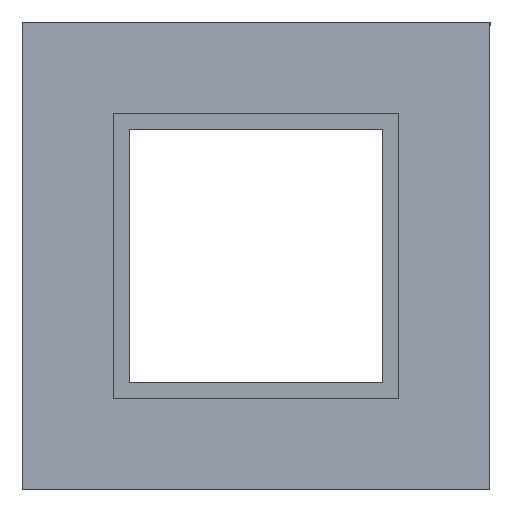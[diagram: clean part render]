
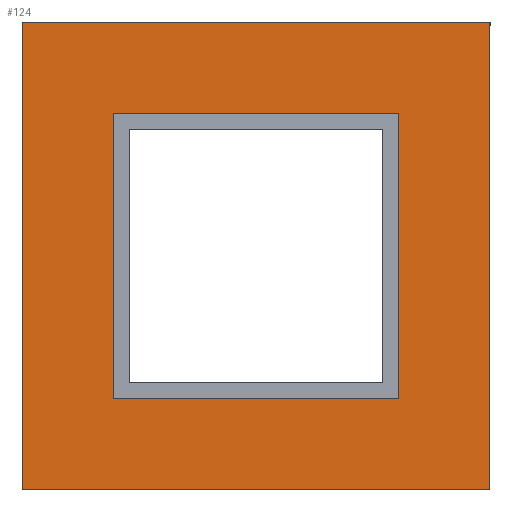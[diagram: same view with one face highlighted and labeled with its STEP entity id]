
A CAD part, front view. The second image highlights one B-rep face of the part: STEP entity #124.
In plain terms, the highlighted planar face has unit normal (0, -1, 0).
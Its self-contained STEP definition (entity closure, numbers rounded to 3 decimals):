
#44 = VERTEX_POINT ( 'NONE', #350 ) ;
#47 = EDGE_CURVE ( 'NONE', #48, #44, #348, .T. ) ;
#48 = VERTEX_POINT ( 'NONE', #344 ) ;
#67 = VERTEX_POINT ( 'NONE', #415 ) ;
#87 = VERTEX_POINT ( 'NONE', #444 ) ;
#100 = EDGE_CURVE ( 'NONE', #101, #48, #426, .T. ) ;
#101 = VERTEX_POINT ( 'NONE', #482 ) ;
#102 = VERTEX_POINT ( 'NONE', #481 ) ;
#108 = VERTEX_POINT ( 'NONE', #471 ) ;
#110 = EDGE_CURVE ( 'NONE', #108, #102, #470, .T. ) ;
#121 = EDGE_CURVE ( 'NONE', #44, #132, #514, .T. ) ;
#124 = ADVANCED_FACE ( 'NONE', ( #510, #509 ), #508, .T. ) ;
#125 = EDGE_LOOP ( 'NONE', ( #126, #127, #181, #182 ) ) ;
#126 = ORIENTED_EDGE ( 'NONE', *, *, #121, .T. ) ;
#127 = ORIENTED_EDGE ( 'NONE', *, *, #131, .T. ) ;
#131 = EDGE_CURVE ( 'NONE', #132, #101, #506, .T. ) ;
#132 = VERTEX_POINT ( 'NONE', #499 ) ;
#142 = EDGE_CURVE ( 'NONE', #87, #108, #485, .T. ) ;
#181 = ORIENTED_EDGE ( 'NONE', *, *, #100, .T. ) ;
#182 = ORIENTED_EDGE ( 'NONE', *, *, #47, .T. ) ;
#183 = EDGE_LOOP ( 'NONE', ( #184, #185, #187, #188 ) ) ;
#184 = ORIENTED_EDGE ( 'NONE', *, *, #236, .F. ) ;
#185 = ORIENTED_EDGE ( 'NONE', *, *, #186, .F. ) ;
#186 = EDGE_CURVE ( 'NONE', #102, #67, #595, .T. ) ;
#187 = ORIENTED_EDGE ( 'NONE', *, *, #110, .F. ) ;
#188 = ORIENTED_EDGE ( 'NONE', *, *, #142, .F. ) ;
#236 = EDGE_CURVE ( 'NONE', #67, #87, #654, .T. ) ;
#344 = CARTESIAN_POINT ( 'NONE',  ( 382.5, 0., 382.5 ) ) ;
#345 = DIRECTION ( 'NONE',  ( -1., 0., 0. ) ) ;
#346 = VECTOR ( 'NONE', #345, 1000. ) ;
#347 = CARTESIAN_POINT ( 'NONE',  ( 950., 0., 382.5 ) ) ;
#348 = LINE ( 'NONE', #347, #346 ) ;
#350 = CARTESIAN_POINT ( 'NONE',  ( -382.5, 0., 382.5 ) ) ;
#415 = CARTESIAN_POINT ( 'NONE',  ( -232.5, 0., -232.5 ) ) ;
#420 = DIRECTION ( 'NONE',  ( 0., 0., 1. ) ) ;
#421 = VECTOR ( 'NONE', #420, 1000. ) ;
#422 = CARTESIAN_POINT ( 'NONE',  ( 382.5, 0., -950. ) ) ;
#426 = LINE ( 'NONE', #422, #421 ) ;
#444 = CARTESIAN_POINT ( 'NONE',  ( 232.5, 0., -232.5 ) ) ;
#467 = DIRECTION ( 'NONE',  ( -1., 0., 0. ) ) ;
#468 = VECTOR ( 'NONE', #467, 1000. ) ;
#469 = CARTESIAN_POINT ( 'NONE',  ( 950., 0., 232.5 ) ) ;
#470 = LINE ( 'NONE', #469, #468 ) ;
#471 = CARTESIAN_POINT ( 'NONE',  ( 232.5, 0., 232.5 ) ) ;
#481 = CARTESIAN_POINT ( 'NONE',  ( -232.5, 0., 232.5 ) ) ;
#482 = CARTESIAN_POINT ( 'NONE',  ( 382.5, 0., -382.5 ) ) ;
#485 = LINE ( 'NONE', #546, #545 ) ;
#499 = CARTESIAN_POINT ( 'NONE',  ( -382.5, 0., -382.5 ) ) ;
#500 = DIRECTION ( 'NONE',  ( 1., 0., 0. ) ) ;
#501 = VECTOR ( 'NONE', #500, 1000. ) ;
#502 = CARTESIAN_POINT ( 'NONE',  ( -950., 0., -382.5 ) ) ;
#503 = DIRECTION ( 'NONE',  ( 0., 0., -1. ) ) ;
#504 = DIRECTION ( 'NONE',  ( 0., -1., 0. ) ) ;
#505 = CARTESIAN_POINT ( 'NONE',  ( -232.5, 0., 950. ) ) ;
#506 = LINE ( 'NONE', #502, #501 ) ;
#507 = AXIS2_PLACEMENT_3D ( 'NONE', #505, #504, #503 ) ;
#508 = PLANE ( 'NONE',  #507 ) ;
#509 = FACE_BOUND ( 'NONE', #183, .T. ) ;
#510 = FACE_OUTER_BOUND ( 'NONE', #125, .T. ) ;
#511 = DIRECTION ( 'NONE',  ( 0., 0., -1. ) ) ;
#512 = VECTOR ( 'NONE', #511, 1000. ) ;
#513 = CARTESIAN_POINT ( 'NONE',  ( -382.5, 0., 950. ) ) ;
#514 = LINE ( 'NONE', #513, #512 ) ;
#544 = DIRECTION ( 'NONE',  ( 0., 0., 1. ) ) ;
#545 = VECTOR ( 'NONE', #544, 1000. ) ;
#546 = CARTESIAN_POINT ( 'NONE',  ( 232.5, 0., -950. ) ) ;
#592 = DIRECTION ( 'NONE',  ( 0., 0., -1. ) ) ;
#593 = VECTOR ( 'NONE', #592, 1000. ) ;
#594 = CARTESIAN_POINT ( 'NONE',  ( -232.5, 0., 950. ) ) ;
#595 = LINE ( 'NONE', #594, #593 ) ;
#651 = DIRECTION ( 'NONE',  ( 1., 0., 0. ) ) ;
#652 = VECTOR ( 'NONE', #651, 1000. ) ;
#653 = CARTESIAN_POINT ( 'NONE',  ( -950., 0., -232.5 ) ) ;
#654 = LINE ( 'NONE', #653, #652 ) ;
